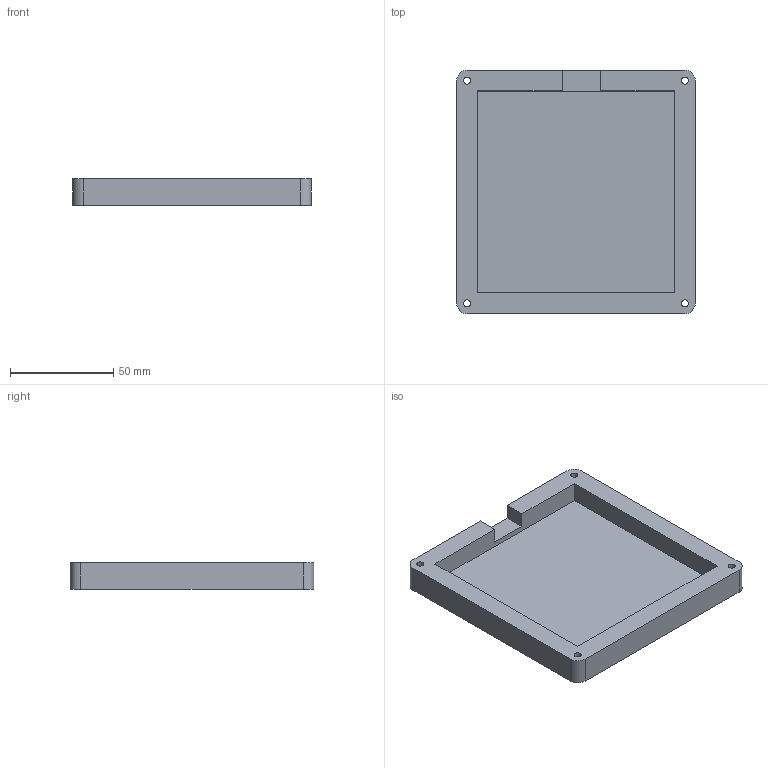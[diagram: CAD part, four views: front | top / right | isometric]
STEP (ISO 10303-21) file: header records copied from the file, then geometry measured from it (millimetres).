
FILE_DESCRIPTION(/* description */ (''),/* implementation_level */ '2;1');
FILE_NAME(/* name */ 'keyboard bottom.step',/* time_stamp */ '2025-12-23T21:04:26+02:00',/* author */ (''),/* organization */ (''),/* preprocessor_version */ 'ST-DEVELOPER v20.1',/* originating_system */ 'Autodesk Translation Framework v14.21.0.0',/* authorisation */ '');
FILE_SCHEMA (('AUTOMOTIVE_DESIGN { 1 0 10303 214 3 1 1 }'));
Length unit declared in the file: millimetre
Products named in the file (1): keyboard bottom
Bounding box: 115.25 x 117.65 x 13 mm (x, y, z)
Volume: 80790.8 mm3; surface area: 37745.9 mm2
Topology: 1 solids, 1 shells, 288 faces, 792 edges, 528 vertices
Faces by surface type: plane 141, bspline 135, cylinder 12
Full cylindrical faces by diameter (mm): 3.4 x4, 6 x4
Entity records: 10379 total; most frequent: CARTESIAN_POINT 3904, ORIENTED_EDGE 1584, DIRECTION 854, EDGE_CURVE 792, VERTEX_POINT 528, LINE 498, VECTOR 498, EDGE_LOOP 318
